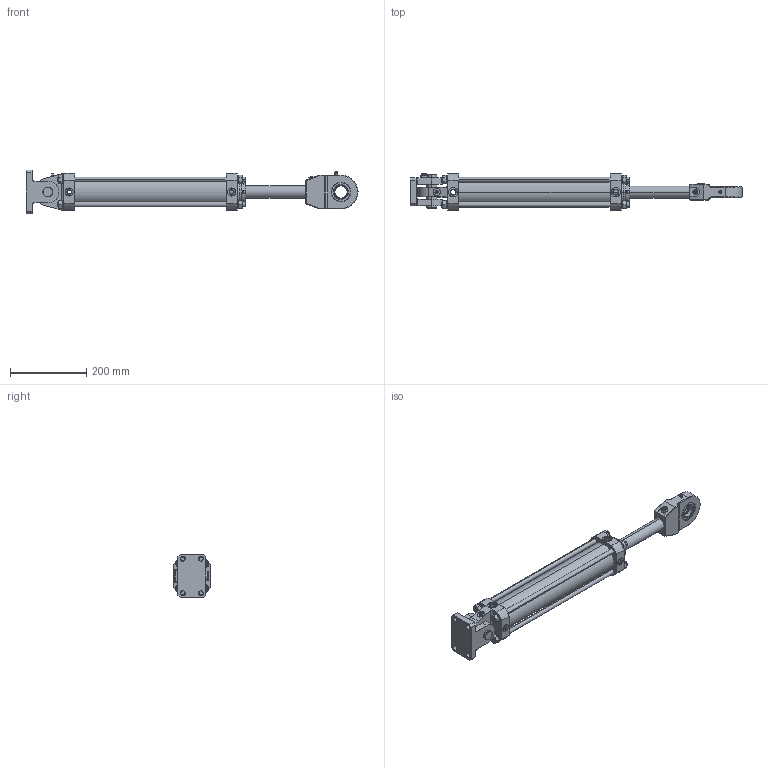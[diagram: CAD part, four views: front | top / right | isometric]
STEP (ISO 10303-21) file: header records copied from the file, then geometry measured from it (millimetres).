
FILE_DESCRIPTION (( 'STEP AP214' ), '1' );
FILE_NAME ('7800-0030_revC.STEP', '2019-08-23T17:41:43', ( '' ), ( '' ), 'SwSTEP 2.0', 'SolidWorks 2019', '' );
FILE_SCHEMA (( 'AUTOMOTIVE_DESIGN' ));
Length unit declared in the file: inch
Products named in the file (1): 7800-0030_revC
Bounding box: 868.36 x 97.75 x 114.3 mm (x, y, z)
Surface area: 394018.8 mm2 (no closed solid volume)
Topology: 0 solids, 87 shells, 843 faces, 2575 edges, 1790 vertices
Faces by surface type: plane 340, cylinder 238, cone 168, torus 66, bspline 23, sphere 8
Entity records: 45357 total; most frequent: CARTESIAN_POINT 12470, DIRECTION 4486, ORIENTED_EDGE 4091, EDGE_CURVE 2561, VERTEX_POINT 1790, AXIS2_PLACEMENT_3D 1708, LINE 1070, VECTOR 1070
